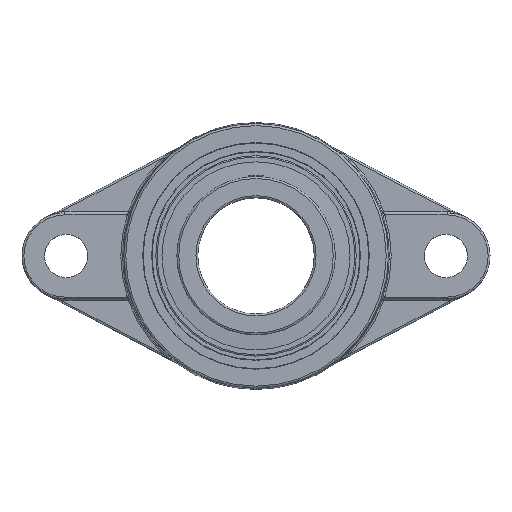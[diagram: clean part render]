
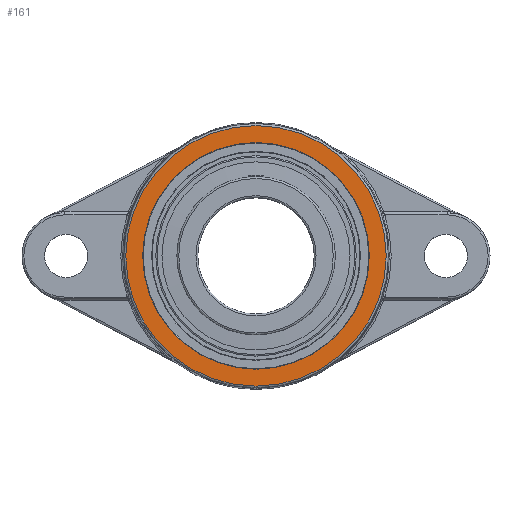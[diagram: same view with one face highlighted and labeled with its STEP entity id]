
A CAD part, top view. The second image highlights one B-rep face of the part: STEP entity #161.
In plain terms, the highlighted planar face has unit normal (0, 0, 1).
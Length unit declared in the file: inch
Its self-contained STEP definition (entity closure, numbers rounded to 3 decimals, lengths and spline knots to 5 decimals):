
#70=CARTESIAN_POINT('',(2.37402,-0.,1.88976));
#71=VERTEX_POINT('',#70);
#80=CARTESIAN_POINT('',(-0.,-0.,1.88976));
#81=DIRECTION('',(0.,0.,1.));
#82=DIRECTION('',(-1.,0.,0.));
#83=AXIS2_PLACEMENT_3D('',#80,#81,#82);
#84=CIRCLE('',#83,2.37402);
#85=EDGE_CURVE('',#71,#71,#84,.T.);
#142=CARTESIAN_POINT('',(-0.,-0.,1.88976));
#143=DIRECTION('',(0.,0.,1.));
#144=DIRECTION('',(1.,0.,0.));
#145=AXIS2_PLACEMENT_3D('',#142,#143,#144);
#146=PLANE('',#145);
#147=CARTESIAN_POINT('',(0.,2.72831,1.88976));
#148=VERTEX_POINT('',#147);
#149=CARTESIAN_POINT('',(0.,0.,1.88976));
#150=DIRECTION('',(-0.,0.,-1.));
#151=DIRECTION('',(-0.,-1.,0.));
#152=AXIS2_PLACEMENT_3D('',#149,#150,#151);
#153=CIRCLE('',#152,2.72831);
#154=EDGE_CURVE('',#148,#148,#153,.T.);
#155=ORIENTED_EDGE('',*,*,#154,.F.);
#156=EDGE_LOOP('',(#155));
#157=FACE_BOUND('',#156,.T.);
#158=ORIENTED_EDGE('',*,*,#85,.F.);
#159=EDGE_LOOP('',(#158));
#160=FACE_BOUND('',#159,.T.);
#161=ADVANCED_FACE('',(#157,#160),#146,.T.);
